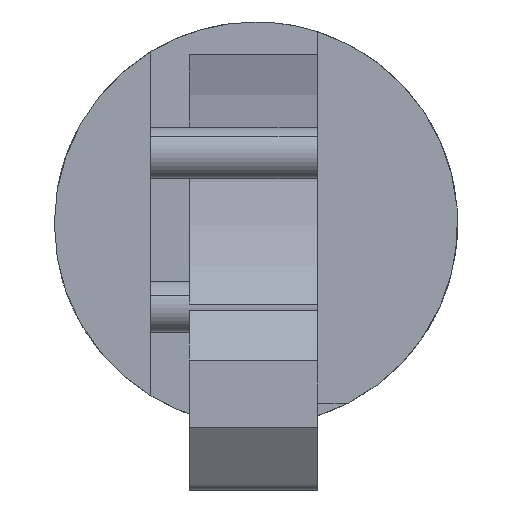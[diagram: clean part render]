
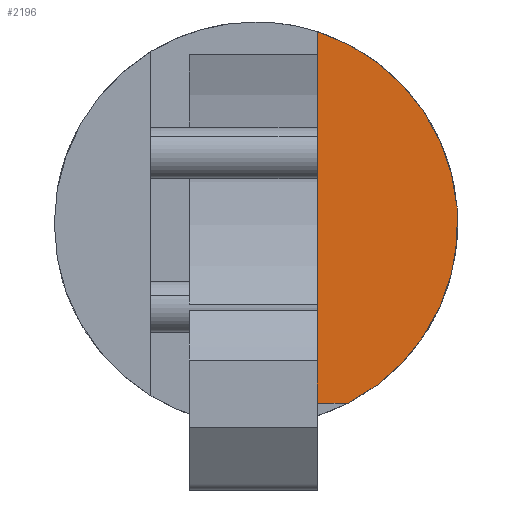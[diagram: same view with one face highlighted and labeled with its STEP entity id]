
A CAD part, front view. The second image highlights one B-rep face of the part: STEP entity #2196.
In plain terms, the highlighted planar face has unit normal (0, -1, 0).
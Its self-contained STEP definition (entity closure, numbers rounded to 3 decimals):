
#132 = EDGE_CURVE ( 'NONE', #234, #893, #3507, .T. ) ;
#142 = DIRECTION ( 'NONE',  ( 1., 0., 0. ) ) ;
#234 = VERTEX_POINT ( 'NONE', #2901 ) ;
#374 = CIRCLE ( 'NONE', #3596, 7.875 ) ;
#424 = CARTESIAN_POINT ( 'NONE',  ( 0., 0., 0. ) ) ;
#779 = DIRECTION ( 'NONE',  ( 0., 0., 1. ) ) ;
#785 = ORIENTED_EDGE ( 'NONE', *, *, #132, .F. ) ;
#815 = EDGE_CURVE ( 'NONE', #234, #3479, #2889, .T. ) ;
#882 = ORIENTED_EDGE ( 'NONE', *, *, #815, .T. ) ;
#893 = VERTEX_POINT ( 'NONE', #2186 ) ;
#943 = CARTESIAN_POINT ( 'NONE',  ( 0., 0., -7. ) ) ;
#1025 = CARTESIAN_POINT ( 'NONE',  ( 2.4, 0., 9.836 ) ) ;
#1046 = PLANE ( 'NONE',  #2515 ) ;
#1117 = EDGE_LOOP ( 'NONE', ( #2370, #785, #882 ) ) ;
#1207 = CARTESIAN_POINT ( 'NONE',  ( 3.608, 0., -7. ) ) ;
#1810 = VECTOR ( 'NONE', #2937, 1000. ) ;
#1820 = EDGE_CURVE ( 'NONE', #893, #3479, #374, .T. ) ;
#1871 = FACE_OUTER_BOUND ( 'NONE', #1117, .T. ) ;
#2186 = CARTESIAN_POINT ( 'NONE',  ( 2.4, 0., 7.5 ) ) ;
#2196 = ADVANCED_FACE ( 'NONE', ( #1871 ), #1046, .F. ) ;
#2370 = ORIENTED_EDGE ( 'NONE', *, *, #1820, .F. ) ;
#2515 = AXIS2_PLACEMENT_3D ( 'NONE', #424, #3271, #779 ) ;
#2889 = LINE ( 'NONE', #943, #3126 ) ;
#2901 = CARTESIAN_POINT ( 'NONE',  ( 2.4, 0., -7. ) ) ;
#2937 = DIRECTION ( 'NONE',  ( 0., 0., 1. ) ) ;
#3124 = DIRECTION ( 'NONE',  ( 0., 1., 0. ) ) ;
#3126 = VECTOR ( 'NONE', #142, 1000. ) ;
#3271 = DIRECTION ( 'NONE',  ( 0., 1., 0. ) ) ;
#3422 = CARTESIAN_POINT ( 'NONE',  ( 0., 0., 0. ) ) ;
#3464 = DIRECTION ( 'NONE',  ( 0., 0., 1. ) ) ;
#3479 = VERTEX_POINT ( 'NONE', #1207 ) ;
#3507 = LINE ( 'NONE', #1025, #1810 ) ;
#3596 = AXIS2_PLACEMENT_3D ( 'NONE', #3422, #3124, #3464 ) ;
